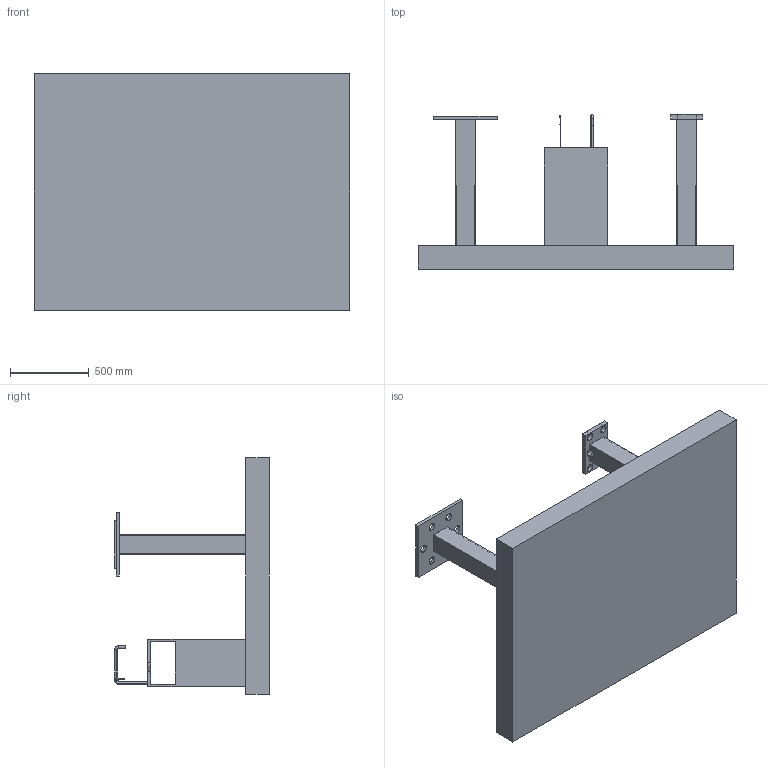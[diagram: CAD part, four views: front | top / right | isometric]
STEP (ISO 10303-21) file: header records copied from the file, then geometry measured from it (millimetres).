
FILE_DESCRIPTION (( 'STEP AP214' ), '1' );
FILE_NAME ('PDE4431_CW2_2024.STEP', '2024-12-14T11:16:55', ( '' ), ( '' ), 'SwSTEP 2.0', 'SolidWorks 2018', '' );
FILE_SCHEMA (( 'AUTOMOTIVE_DESIGN' ));
Length unit declared in the file: millimetre
Products named in the file (1): PDE4431_CW2_2024
Bounding box: 2000 x 980 x 1500 mm (x, y, z)
Volume: 473463252.7 mm3; surface area: 10996905.5 mm2
Topology: 2 solids, 2 shells, 115 faces, 308 edges, 202 vertices
Faces by surface type: plane 61, cylinder 46, torus 8
Entity records: 4635 total; most frequent: DIRECTION 654, CARTESIAN_POINT 626, ORIENTED_EDGE 616, EDGE_CURVE 308, AXIS2_PLACEMENT_3D 230, VERTEX_POINT 202, VECTOR 194, LINE 194
